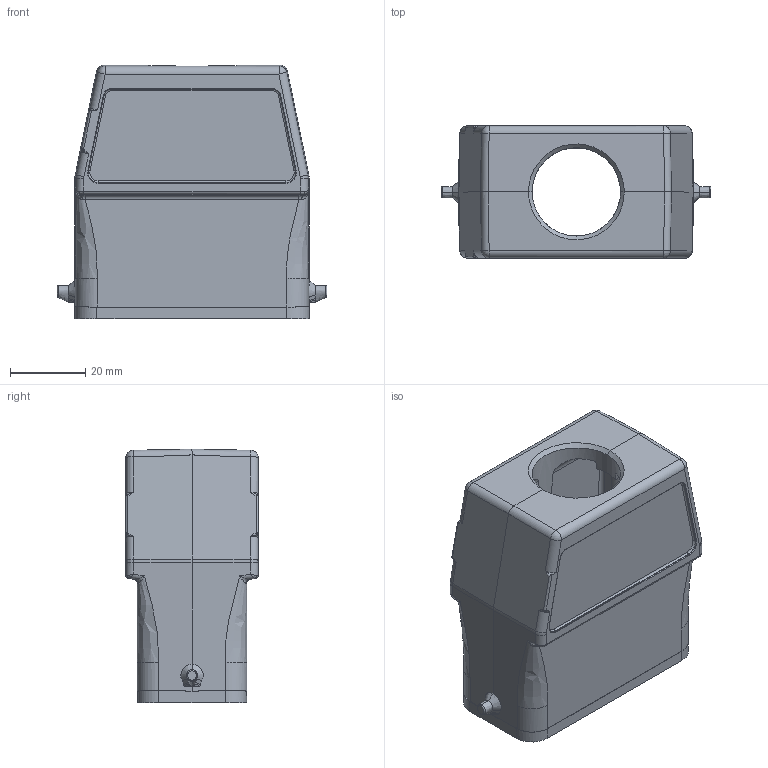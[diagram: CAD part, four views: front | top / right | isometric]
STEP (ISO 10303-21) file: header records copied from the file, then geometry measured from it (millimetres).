
FILE_DESCRIPTION(/* description */ (''),/* implementation_level */ '2;1');
FILE_NAME(/* name */ 'H10A-TEH-2B-XXX.stp',/* time_stamp */ '2022-10-20T17:39:54+08:00',/* author */ (''),/* organization */ (''),/* preprocessor_version */ 'ST-DEVELOPER v16',/* originating_system */ 'SIEMENS PLM Software NX 10.0',/* authorisation */ '');
FILE_SCHEMA (('AP203_CONFIGURATION_CONTROLLED_3D_DESIGN_OF_MECHANICAL_PARTS_AND_ASSEMBLIES_MIM_LF { 1 0 10303 403 2 1 2}'));
Length unit declared in the file: millimetre
Products named in the file (1): Admi62B47F301p8v
Bounding box: 71.8 x 35.3 x 67.52 mm (x, y, z)
Volume: 50071.1 mm3; surface area: 24815.8 mm2
Topology: 1 solids, 1 shells, 348 faces, 875 edges, 516 vertices
Faces by surface type: bspline 117, cylinder 104, plane 94, cone 12, revolution 8, sphere 5, torus 4, extrusion 4
Full cylindrical faces by diameter (mm): 23.5 x1
Entity records: 17433 total; most frequent: CARTESIAN_POINT 10469, ORIENTED_EDGE 1694, DIRECTION 987, EDGE_CURVE 847, VERTEX_POINT 515, B_SPLINE_CURVE_WITH_KNOTS 398, EDGE_LOOP 364, ADVANCED_FACE 348
